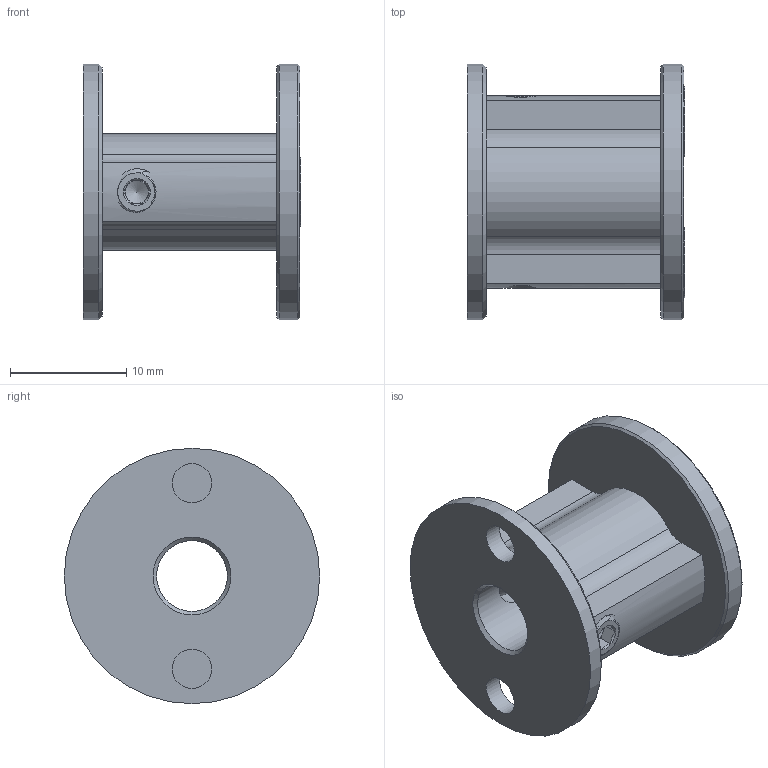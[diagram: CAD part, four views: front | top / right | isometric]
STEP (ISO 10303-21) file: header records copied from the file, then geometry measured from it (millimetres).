
FILE_DESCRIPTION (( 'STEP AP203' ), '1' );
FILE_NAME ('WheelHubMk1.5_6mm.STEP', '2023-09-20T12:40:18', ( '' ), ( '' ), 'SwSTEP 2.0', 'SolidWorks 2021', '' );
FILE_SCHEMA (( 'CONFIG_CONTROL_DESIGN' ));
Length unit declared in the file: millimetre
Products named in the file (5): M3x8_FLATHEAD_91294A125; BaseHub_v1.5_0750x6mm; Cap_v1.5_0750x6mm; M4x5mm set screw_91390A111; WheelHubMk1.5_6mm
Assembly tree (6 placements, depth 2):
  WheelHubMk1.5_6mm
    BaseHub_v1.5_0750x6mm
    Cap_v1.5_0750x6mm
    M3x8_FLATHEAD_91294A125  x2
    M4x5mm set screw_91390A111  x2
Bounding box: 18.7 x 22 x 22 mm (x, y, z)
Volume: 2447.1 mm3; surface area: 3402.2 mm2
Topology: 8 solids, 8 shells, 148 faces, 316 edges, 183 vertices
Faces by surface type: plane 57, cone 53, cylinder 26, bspline 12
Full cylindrical faces by diameter (mm): 2.5 x2, 3.3 x2, 3.4 x4, 6 x2, 6.1 x2, 22 x2
Entity records: 5781 total; most frequent: CARTESIAN_POINT 3331, DIRECTION 402, ORIENTED_EDGE 336, AXIS2_PLACEMENT_3D 176, EDGE_CURVE 168, EDGE_LOOP 143, VERTEX_POINT 115, FACE_OUTER_BOUND 108
